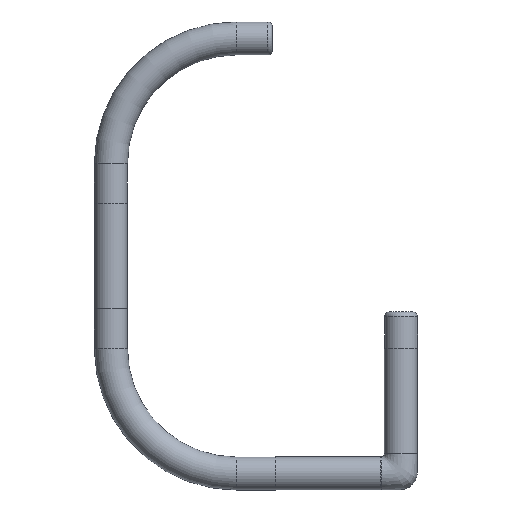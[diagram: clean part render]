
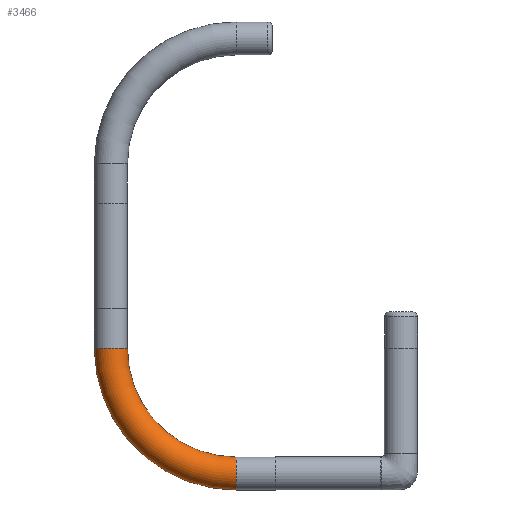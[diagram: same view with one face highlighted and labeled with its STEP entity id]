
A CAD part, top view. The second image highlights one B-rep face of the part: STEP entity #3466.
In plain terms, the highlighted toroidal (fillet/blend) face has major radius 94.8 mm and minor radius 12.5 mm.
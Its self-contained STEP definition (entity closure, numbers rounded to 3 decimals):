
#2628=TOROIDAL_SURFACE('',#34681,94.8,12.5);
#3466=ADVANCED_FACE('',(#6160),#2628,.T.);
#6160=FACE_OUTER_BOUND('',#7879,.T.);
#7879=EDGE_LOOP('',(#13226,#13227,#13228,#13229));
#10161=CIRCLE('',#34675,12.5);
#10162=CIRCLE('',#34677,12.5);
#10163=CIRCLE('',#34679,82.3);
#10164=CIRCLE('',#34680,107.3);
#13226=ORIENTED_EDGE('',*,*,#25470,.F.);
#13227=ORIENTED_EDGE('',*,*,#25472,.T.);
#13228=ORIENTED_EDGE('',*,*,#25468,.T.);
#13229=ORIENTED_EDGE('',*,*,#25473,.T.);
#21918=VERTEX_POINT('',#50629);
#21919=VERTEX_POINT('',#50631);
#21920=VERTEX_POINT('',#50635);
#21921=VERTEX_POINT('',#50637);
#25468=EDGE_CURVE('',#21918,#21919,#10161,.T.);
#25470=EDGE_CURVE('',#21920,#21921,#10162,.T.);
#25472=EDGE_CURVE('',#21920,#21918,#10163,.T.);
#25473=EDGE_CURVE('',#21919,#21921,#10164,.T.);
#34675=AXIS2_PLACEMENT_3D('',#50632,#39664,#39665);
#34677=AXIS2_PLACEMENT_3D('',#50636,#39669,#39670);
#34679=AXIS2_PLACEMENT_3D('',#50640,#39674,#39675);
#34680=AXIS2_PLACEMENT_3D('',#50641,#39676,#39677);
#34681=AXIS2_PLACEMENT_3D('',#50642,#39678,#39679);
#39664=DIRECTION('',(0.,-1.,0.));
#39665=DIRECTION('',(1.,0.,0.));
#39669=DIRECTION('',(1.,0.,0.));
#39670=DIRECTION('',(0.,1.,0.));
#39674=DIRECTION('',(0.,0.,-1.));
#39675=DIRECTION('',(1.,0.,0.));
#39676=DIRECTION('',(0.,0.,1.));
#39677=DIRECTION('',(1.,0.,0.));
#39678=DIRECTION('',(0.,0.,-1.));
#39679=DIRECTION('',(1.,0.,0.));
#50629=CARTESIAN_POINT('',(12.5,94.748,0.));
#50631=CARTESIAN_POINT('',(-12.5,94.748,0.));
#50632=CARTESIAN_POINT('',(0.,94.748,0.));
#50635=CARTESIAN_POINT('',(94.775,12.473,0.));
#50636=CARTESIAN_POINT('',(94.775,-0.027,0.));
#50637=CARTESIAN_POINT('',(94.775,-12.527,0.));
#50640=CARTESIAN_POINT('',(94.8,94.773,0.));
#50641=CARTESIAN_POINT('',(94.8,94.773,0.));
#50642=CARTESIAN_POINT('',(94.8,94.773,0.));
